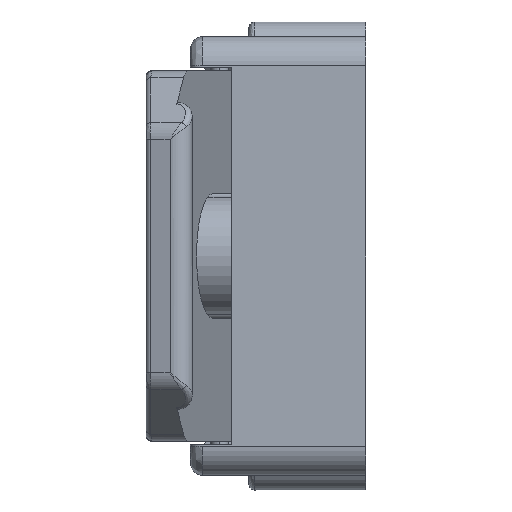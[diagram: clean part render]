
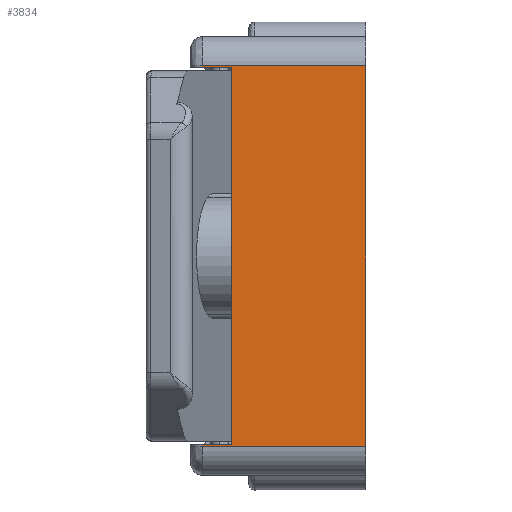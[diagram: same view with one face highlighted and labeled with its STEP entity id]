
A CAD part, left-side view. The second image highlights one B-rep face of the part: STEP entity #3834.
In plain terms, the highlighted planar face has unit normal (-1, 0, 0).
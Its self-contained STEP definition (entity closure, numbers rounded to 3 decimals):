
#48 = EDGE_CURVE ( 'NONE', #1785, #2465, #7562, .T. ) ;
#324 = EDGE_CURVE ( 'NONE', #9968, #10476, #4030, .T. ) ;
#398 = EDGE_CURVE ( 'NONE', #10476, #1181, #6800, .T. ) ;
#578 = CARTESIAN_POINT ( 'NONE',  ( -26.5, 30., 32.25 ) ) ;
#623 = DIRECTION ( 'NONE',  ( 0., 0., 1. ) ) ;
#1005 = CARTESIAN_POINT ( 'NONE',  ( -26.5, 0., -32.5 ) ) ;
#1181 = VERTEX_POINT ( 'NONE', #1005 ) ;
#1286 = DIRECTION ( 'NONE',  ( 0., 0., -1. ) ) ;
#1378 = DIRECTION ( 'NONE',  ( 0., -1., 0. ) ) ;
#1424 = ORIENTED_EDGE ( 'NONE', *, *, #48, .F. ) ;
#1536 = CARTESIAN_POINT ( 'NONE',  ( -26.5, 28., 32.5 ) ) ;
#1584 = CARTESIAN_POINT ( 'NONE',  ( -26.5, 28., -32.25 ) ) ;
#1785 = VERTEX_POINT ( 'NONE', #3675 ) ;
#1797 = AXIS2_PLACEMENT_3D ( 'NONE', #7060, #7119, #8748 ) ;
#1895 = EDGE_CURVE ( 'NONE', #2465, #7591, #2124, .T. ) ;
#2097 = CARTESIAN_POINT ( 'NONE',  ( -26.5, 30., 32.5 ) ) ;
#2124 = LINE ( 'NONE', #578, #9195 ) ;
#2465 = VERTEX_POINT ( 'NONE', #4719 ) ;
#2998 = CARTESIAN_POINT ( 'NONE',  ( -26.5, 23., 37.5 ) ) ;
#3135 = EDGE_CURVE ( 'NONE', #6546, #9837, #9412, .T. ) ;
#3289 = VECTOR ( 'NONE', #1286, 1000. ) ;
#3675 = CARTESIAN_POINT ( 'NONE',  ( -26.5, 23., -32.25 ) ) ;
#3834 = ADVANCED_FACE ( 'NONE', ( #4646 ), #6281, .F. ) ;
#3998 = LINE ( 'NONE', #4250, #7289 ) ;
#4029 = CARTESIAN_POINT ( 'NONE',  ( -26.5, 28., 32.25 ) ) ;
#4030 = LINE ( 'NONE', #2097, #10093 ) ;
#4038 = CARTESIAN_POINT ( 'NONE',  ( -26.5, 30., -32.5 ) ) ;
#4059 = ORIENTED_EDGE ( 'NONE', *, *, #3135, .F. ) ;
#4250 = CARTESIAN_POINT ( 'NONE',  ( -26.5, 30., -32.25 ) ) ;
#4534 = DIRECTION ( 'NONE',  ( 0., 0., 1. ) ) ;
#4646 = FACE_OUTER_BOUND ( 'NONE', #7729, .T. ) ;
#4706 = ORIENTED_EDGE ( 'NONE', *, *, #7838, .F. ) ;
#4719 = CARTESIAN_POINT ( 'NONE',  ( -26.5, 23., 32.25 ) ) ;
#4854 = DIRECTION ( 'NONE',  ( 0., 1., 0. ) ) ;
#5241 = LINE ( 'NONE', #6849, #6485 ) ;
#5418 = VECTOR ( 'NONE', #623, 1000. ) ;
#5530 = ORIENTED_EDGE ( 'NONE', *, *, #1895, .F. ) ;
#5580 = DIRECTION ( 'NONE',  ( 0., 0., 1. ) ) ;
#6008 = ORIENTED_EDGE ( 'NONE', *, *, #9604, .F. ) ;
#6063 = DIRECTION ( 'NONE',  ( 0., -1., 0. ) ) ;
#6180 = CARTESIAN_POINT ( 'NONE',  ( -26.5, 0., -37.5 ) ) ;
#6235 = VECTOR ( 'NONE', #4854, 1000. ) ;
#6281 = PLANE ( 'NONE',  #1797 ) ;
#6485 = VECTOR ( 'NONE', #4534, 1000. ) ;
#6546 = VERTEX_POINT ( 'NONE', #9953 ) ;
#6601 = ORIENTED_EDGE ( 'NONE', *, *, #7430, .F. ) ;
#6625 = ORIENTED_EDGE ( 'NONE', *, *, #324, .F. ) ;
#6800 = LINE ( 'NONE', #6180, #3289 ) ;
#6849 = CARTESIAN_POINT ( 'NONE',  ( -26.5, 28., -37.5 ) ) ;
#7060 = CARTESIAN_POINT ( 'NONE',  ( -26.5, 30., 37.5 ) ) ;
#7119 = DIRECTION ( 'NONE',  ( 1., 0., 0. ) ) ;
#7241 = LINE ( 'NONE', #4038, #6235 ) ;
#7262 = VECTOR ( 'NONE', #5580, 1000. ) ;
#7289 = VECTOR ( 'NONE', #1378, 1000. ) ;
#7430 = EDGE_CURVE ( 'NONE', #7591, #9968, #5241, .T. ) ;
#7562 = LINE ( 'NONE', #2998, #5418 ) ;
#7591 = VERTEX_POINT ( 'NONE', #4029 ) ;
#7729 = EDGE_LOOP ( 'NONE', ( #6008, #4059, #4706, #10410, #6625, #6601, #5530, #1424 ) ) ;
#7838 = EDGE_CURVE ( 'NONE', #1181, #6546, #7241, .T. ) ;
#8737 = DIRECTION ( 'NONE',  ( 0., 1., 0. ) ) ;
#8748 = DIRECTION ( 'NONE',  ( 0., 1., 0. ) ) ;
#9195 = VECTOR ( 'NONE', #8737, 1000. ) ;
#9412 = LINE ( 'NONE', #10423, #7262 ) ;
#9604 = EDGE_CURVE ( 'NONE', #9837, #1785, #3998, .T. ) ;
#9837 = VERTEX_POINT ( 'NONE', #1584 ) ;
#9953 = CARTESIAN_POINT ( 'NONE',  ( -26.5, 28., -32.5 ) ) ;
#9968 = VERTEX_POINT ( 'NONE', #1536 ) ;
#10093 = VECTOR ( 'NONE', #6063, 1000. ) ;
#10271 = CARTESIAN_POINT ( 'NONE',  ( -26.5, 0., 32.5 ) ) ;
#10410 = ORIENTED_EDGE ( 'NONE', *, *, #398, .F. ) ;
#10423 = CARTESIAN_POINT ( 'NONE',  ( -26.5, 28., -37.5 ) ) ;
#10476 = VERTEX_POINT ( 'NONE', #10271 ) ;
